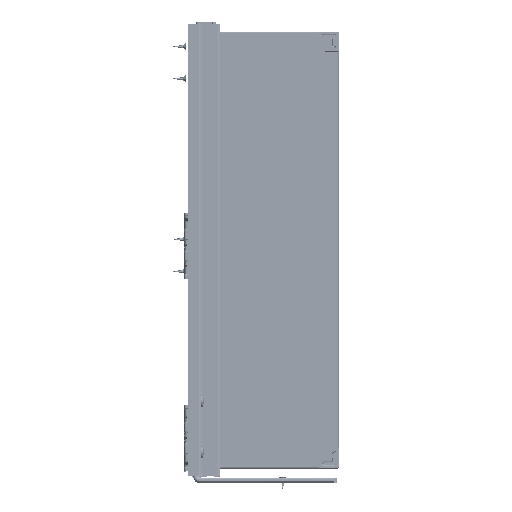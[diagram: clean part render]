
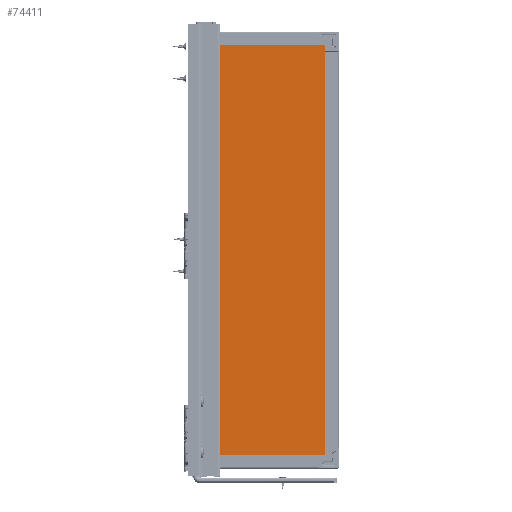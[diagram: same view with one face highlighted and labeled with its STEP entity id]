
A CAD part, top view. The second image highlights one B-rep face of the part: STEP entity #74411.
In plain terms, the highlighted face is planar.
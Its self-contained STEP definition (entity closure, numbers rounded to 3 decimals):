
#74296=DIRECTION('',(0.,0.,-1.));
#74297=VECTOR('',#74296,119.);
#74298=CARTESIAN_POINT('',(-208.5,5.4,59.5));
#74299=LINE('',#74298,#74297);
#74300=DIRECTION('',(1.,0.,0.));
#74301=VECTOR('',#74300,417.);
#74302=CARTESIAN_POINT('',(-208.5,5.4,-59.5));
#74303=LINE('',#74302,#74301);
#74304=DIRECTION('',(0.,0.,1.));
#74305=VECTOR('',#74304,119.);
#74306=CARTESIAN_POINT('',(208.5,5.4,-59.5));
#74307=LINE('',#74306,#74305);
#74308=DIRECTION('',(-1.,0.,0.));
#74309=VECTOR('',#74308,417.);
#74310=CARTESIAN_POINT('',(208.5,5.4,59.5));
#74311=LINE('',#74310,#74309);
#74320=CARTESIAN_POINT('',(-208.5,5.4,-59.5));
#74321=VERTEX_POINT('',#74320);
#74322=CARTESIAN_POINT('',(-208.5,5.4,59.5));
#74323=VERTEX_POINT('',#74322);
#74324=CARTESIAN_POINT('',(208.5,5.4,-59.5));
#74325=VERTEX_POINT('',#74324);
#74326=CARTESIAN_POINT('',(208.5,5.4,59.5));
#74327=VERTEX_POINT('',#74326);
#74400=CARTESIAN_POINT('',(0.,5.4,0.));
#74401=DIRECTION('',(0.,1.,0.));
#74402=DIRECTION('',(1.,0.,0.));
#74403=AXIS2_PLACEMENT_3D('',#74400,#74401,#74402);
#74404=PLANE('',#74403);
#74405=ORIENTED_EDGE('',*,*,#74352,.T.);
#74406=ORIENTED_EDGE('',*,*,#74367,.T.);
#74407=ORIENTED_EDGE('',*,*,#74381,.T.);
#74408=ORIENTED_EDGE('',*,*,#74394,.T.);
#74409=EDGE_LOOP('',(#74405,#74406,#74407,#74408));
#74410=FACE_OUTER_BOUND('',#74409,.F.);
#74352=EDGE_CURVE('',#74323,#74321,#74299,.T.);
#74367=EDGE_CURVE('',#74321,#74325,#74303,.T.);
#74381=EDGE_CURVE('',#74325,#74327,#74307,.T.);
#74394=EDGE_CURVE('',#74327,#74323,#74311,.T.);
#74411=ADVANCED_FACE('',(#74410),#74404,.T.);
